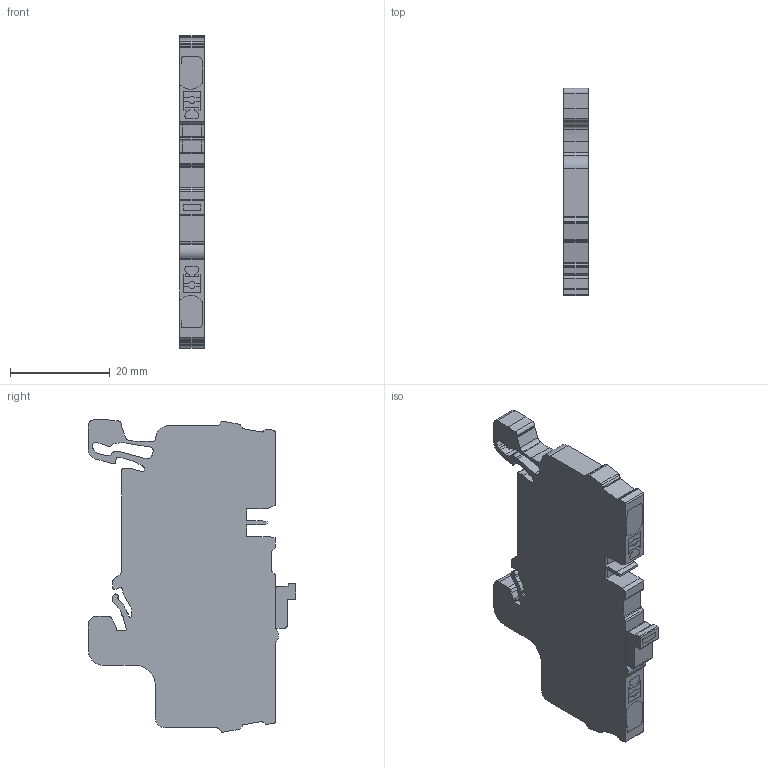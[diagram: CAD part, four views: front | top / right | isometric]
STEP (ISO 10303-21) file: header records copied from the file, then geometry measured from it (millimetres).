
FILE_DESCRIPTION (( 'STEP AP214' ), '1' );
FILE_NAME ('CPK2.5.STEP', '2024-11-14T11:13:43', ( '' ), ( '' ), 'SwSTEP 2.0', 'SolidWorks 2022', '' );
FILE_SCHEMA (( 'AUTOMOTIVE_DESIGN' ));
Length unit declared in the file: millimetre
Products named in the file (1): CPK2.5
Bounding box: 5 x 41.5 x 62.5 mm (x, y, z)
Volume: 9119.6 mm3; surface area: 5142.6 mm2
Topology: 1 solids, 1 shells, 272 faces, 795 edges, 530 vertices
Faces by surface type: plane 170, cylinder 102
Entity records: 9369 total; most frequent: CARTESIAN_POINT 1598, ORIENTED_EDGE 1590, DIRECTION 1545, EDGE_CURVE 795, VECTOR 591, LINE 591, VERTEX_POINT 530, AXIS2_PLACEMENT_3D 477
